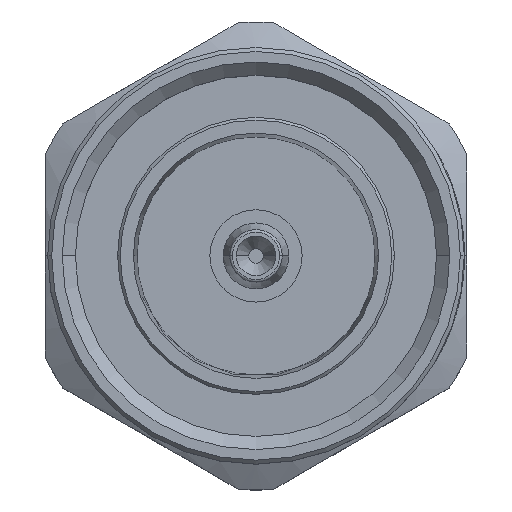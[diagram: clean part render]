
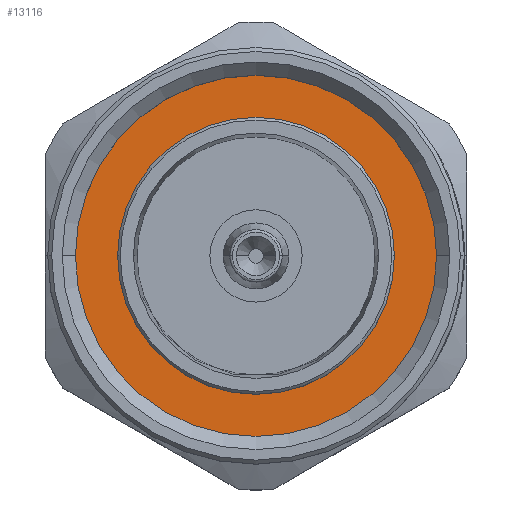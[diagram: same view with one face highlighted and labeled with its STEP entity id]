
A CAD part, top view. The second image highlights one B-rep face of the part: STEP entity #13116.
In plain terms, the highlighted planar face has unit normal (0, 0, 1).
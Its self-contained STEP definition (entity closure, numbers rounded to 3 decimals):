
#718 = FACE_OUTER_BOUND ( 'NONE', #7460, .T. ) ;
#719 = FACE_BOUND ( 'NONE', #7420, .T. ) ;
#1543 = DIRECTION ( 'NONE',  ( 0., 0., -1. ) ) ;
#1551 = CARTESIAN_POINT ( 'NONE',  ( 0., 0., -5.697 ) ) ;
#1553 = PLANE ( 'NONE',  #2174 ) ;
#1555 = DIRECTION ( 'NONE',  ( -1., 0., 0. ) ) ;
#1748 = VERTEX_POINT ( 'NONE', #14946 ) ;
#1774 = VERTEX_POINT ( 'NONE', #11337 ) ;
#2174 = AXIS2_PLACEMENT_3D ( 'NONE', #1551, #1543, #1555 ) ;
#2394 = CIRCLE ( 'NONE', #14437, 10.39 ) ;
#2399 = CIRCLE ( 'NONE', #14439, 13.7 ) ;
#3227 = CARTESIAN_POINT ( 'NONE',  ( -10.39, 0., -5.697 ) ) ;
#3233 = CARTESIAN_POINT ( 'NONE',  ( 10.39, 0., -5.697 ) ) ;
#3791 = ORIENTED_EDGE ( 'NONE', *, *, #14117, .T. ) ;
#3792 = ORIENTED_EDGE ( 'NONE', *, *, #6407, .T. ) ;
#3793 = ORIENTED_EDGE ( 'NONE', *, *, #14216, .T. ) ;
#3794 = ORIENTED_EDGE ( 'NONE', *, *, #6403, .T. ) ;
#5251 = CARTESIAN_POINT ( 'NONE',  ( 0., 0., -5.697 ) ) ;
#5252 = DIRECTION ( 'NONE',  ( 0., 0., 1. ) ) ;
#5253 = DIRECTION ( 'NONE',  ( -1., 0., 0. ) ) ;
#5648 = CARTESIAN_POINT ( 'NONE',  ( 0., 0., -5.697 ) ) ;
#5649 = DIRECTION ( 'NONE',  ( 0., 0., -1. ) ) ;
#5650 = DIRECTION ( 'NONE',  ( -1., 0., 0. ) ) ;
#6403 = EDGE_CURVE ( 'NONE', #8045, #8051, #2394, .T. ) ;
#6407 = EDGE_CURVE ( 'NONE', #1748, #1774, #2399, .T. ) ;
#7284 = AXIS2_PLACEMENT_3D ( 'NONE', #5251, #5252, #5253 ) ;
#7318 = AXIS2_PLACEMENT_3D ( 'NONE', #5648, #5649, #5650 ) ;
#7420 = EDGE_LOOP ( 'NONE', ( #3793, #3794 ) ) ;
#7460 = EDGE_LOOP ( 'NONE', ( #3791, #3792 ) ) ;
#8045 = VERTEX_POINT ( 'NONE', #3227 ) ;
#8051 = VERTEX_POINT ( 'NONE', #3233 ) ;
#11337 = CARTESIAN_POINT ( 'NONE',  ( 13.7, 0., -5.697 ) ) ;
#11807 = CIRCLE ( 'NONE', #7284, 13.7 ) ;
#11915 = CIRCLE ( 'NONE', #7318, 10.39 ) ;
#13116 = ADVANCED_FACE ( 'NONE', ( #718, #719 ), #1553, .F. ) ;
#14117 = EDGE_CURVE ( 'NONE', #1774, #1748, #11807, .T. ) ;
#14216 = EDGE_CURVE ( 'NONE', #8051, #8045, #11915, .T. ) ;
#14437 = AXIS2_PLACEMENT_3D ( 'NONE', #15317, #15318, #15319 ) ;
#14439 = AXIS2_PLACEMENT_3D ( 'NONE', #15327, #15328, #15329 ) ;
#14946 = CARTESIAN_POINT ( 'NONE',  ( -13.7, 0., -5.697 ) ) ;
#15317 = CARTESIAN_POINT ( 'NONE',  ( 0., 0., -5.697 ) ) ;
#15318 = DIRECTION ( 'NONE',  ( 0., 0., -1. ) ) ;
#15319 = DIRECTION ( 'NONE',  ( -1., 0., 0. ) ) ;
#15327 = CARTESIAN_POINT ( 'NONE',  ( 0., 0., -5.697 ) ) ;
#15328 = DIRECTION ( 'NONE',  ( 0., 0., 1. ) ) ;
#15329 = DIRECTION ( 'NONE',  ( -1., 0., 0. ) ) ;
